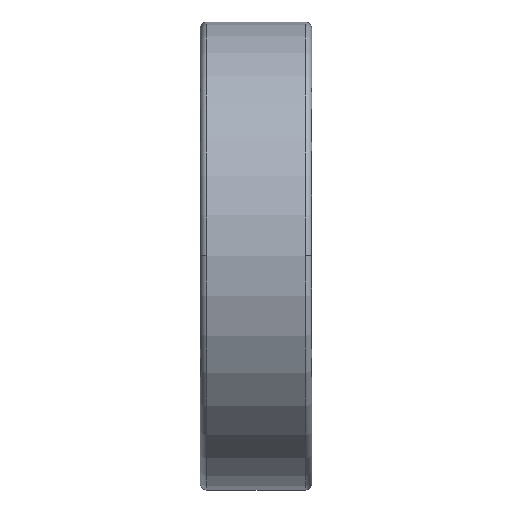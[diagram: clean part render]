
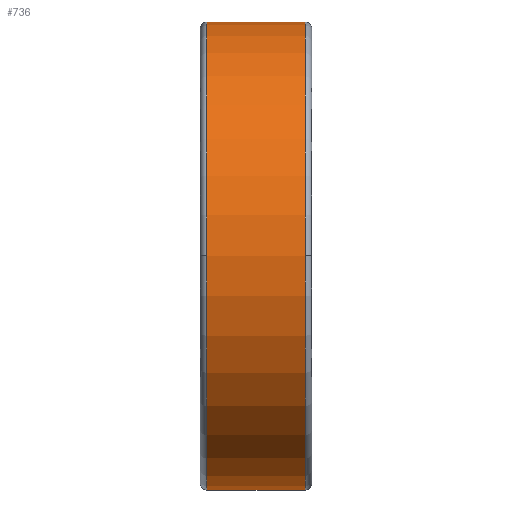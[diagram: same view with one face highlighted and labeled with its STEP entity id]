
A CAD part, top view. The second image highlights one B-rep face of the part: STEP entity #736.
In plain terms, the highlighted cylindrical face has radius 10.5 mm (diameter 21 mm), a partial arc.
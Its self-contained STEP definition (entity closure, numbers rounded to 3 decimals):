
#736 = ADVANCED_FACE( '', ( #841 ), #842, .T. );
#841 = FACE_OUTER_BOUND( '', #973, .T. );
#842 = CYLINDRICAL_SURFACE( '', #974, 10.5 );
#973 = EDGE_LOOP( '', ( #1346, #1347, #1348, #1349, #1350, #1351 ) );
#974 = AXIS2_PLACEMENT_3D( '', #1352, #1353, #1354 );
#1346 = ORIENTED_EDGE( '', *, *, #1562, .T. );
#1347 = ORIENTED_EDGE( '', *, *, #1557, .F. );
#1348 = ORIENTED_EDGE( '', *, *, #1602, .F. );
#1349 = ORIENTED_EDGE( '', *, *, #1565, .T. );
#1350 = ORIENTED_EDGE( '', *, *, #1601, .T. );
#1351 = ORIENTED_EDGE( '', *, *, #1571, .T. );
#1352 = CARTESIAN_POINT( '', ( 2.5, 0., 0. ) );
#1353 = DIRECTION( '', ( 1., 0., 0. ) );
#1354 = DIRECTION( '', ( 0., 1., 0. ) );
#1557 = EDGE_CURVE( '', #1736, #1739, #1740, .T. );
#1562 = EDGE_CURVE( '', #1748, #1739, #1749, .T. );
#1565 = EDGE_CURVE( '', #1754, #1752, #1755, .T. );
#1571 = EDGE_CURVE( '', #1758, #1748, #1765, .T. );
#1601 = EDGE_CURVE( '', #1752, #1758, #1813, .T. );
#1602 = EDGE_CURVE( '', #1754, #1736, #1814, .T. );
#1736 = VERTEX_POINT( '', #1978 );
#1739 = VERTEX_POINT( '', #1981 );
#1740 = CIRCLE( '', #1982, 10.5 );
#1748 = VERTEX_POINT( '', #1990 );
#1749 = LINE( '', #1991, #1992 );
#1752 = VERTEX_POINT( '', #1995 );
#1754 = VERTEX_POINT( '', #1997 );
#1755 = LINE( '', #1998, #1999 );
#1758 = VERTEX_POINT( '', #2002 );
#1765 = CIRCLE( '', #2009, 10.5 );
#1813 = CIRCLE( '', #2061, 10.5 );
#1814 = CIRCLE( '', #2062, 10.5 );
#1978 = CARTESIAN_POINT( '', ( 0.3, 0., 10.5 ) );
#1981 = CARTESIAN_POINT( '', ( 0.3, 10.5, 0. ) );
#1982 = AXIS2_PLACEMENT_3D( '', #2295, #2296, #2297 );
#1990 = CARTESIAN_POINT( '', ( 4.7, 10.5, 0. ) );
#1991 = CARTESIAN_POINT( '', ( 2.5, 10.5, 0. ) );
#1992 = VECTOR( '', #2310, 1. );
#1995 = CARTESIAN_POINT( '', ( 4.7, -10.5, 0. ) );
#1997 = CARTESIAN_POINT( '', ( 0.3, -10.5, 0. ) );
#1998 = CARTESIAN_POINT( '', ( 2.5, -10.5, 0. ) );
#1999 = VECTOR( '', #2317, 1. );
#2002 = CARTESIAN_POINT( '', ( 4.7, 0., 10.5 ) );
#2009 = AXIS2_PLACEMENT_3D( '', #2333, #2334, #2335 );
#2061 = AXIS2_PLACEMENT_3D( '', #2415, #2416, #2417 );
#2062 = AXIS2_PLACEMENT_3D( '', #2418, #2419, #2420 );
#2295 = CARTESIAN_POINT( '', ( 0.3, 0., 0. ) );
#2296 = DIRECTION( '', ( -1., 0., 0. ) );
#2297 = DIRECTION( '', ( 0., 1., 0. ) );
#2310 = DIRECTION( '', ( -1., 0., 0. ) );
#2317 = DIRECTION( '', ( 1., 0., 0. ) );
#2333 = CARTESIAN_POINT( '', ( 4.7, 0., 0. ) );
#2334 = DIRECTION( '', ( -1., 0., 0. ) );
#2335 = DIRECTION( '', ( 0., 1., 0. ) );
#2415 = CARTESIAN_POINT( '', ( 4.7, 0., 0. ) );
#2416 = DIRECTION( '', ( -1., 0., 0. ) );
#2417 = DIRECTION( '', ( 0., 1., 0. ) );
#2418 = CARTESIAN_POINT( '', ( 0.3, 0., 0. ) );
#2419 = DIRECTION( '', ( -1., 0., 0. ) );
#2420 = DIRECTION( '', ( 0., 1., 0. ) );
